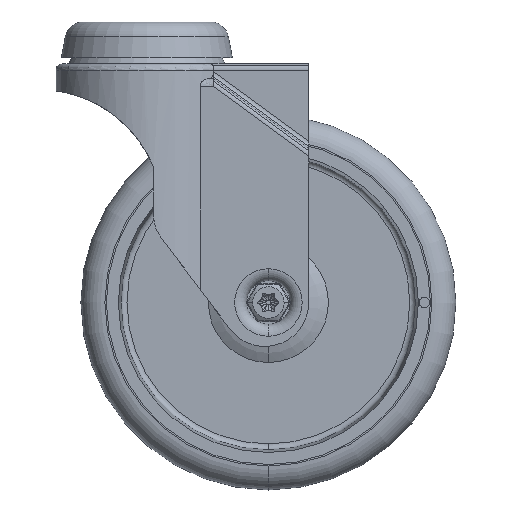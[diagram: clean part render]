
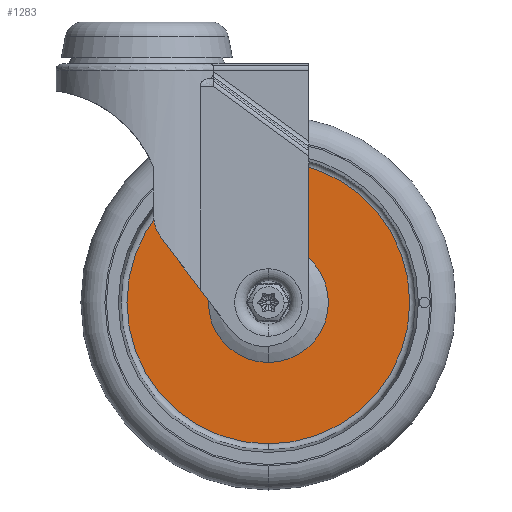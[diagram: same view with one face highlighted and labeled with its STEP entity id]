
A CAD part, front view. The second image highlights one B-rep face of the part: STEP entity #1283.
In plain terms, the highlighted planar face has unit normal (0, -1, 0).
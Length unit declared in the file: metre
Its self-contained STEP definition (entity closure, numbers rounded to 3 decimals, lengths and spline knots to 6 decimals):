
#1283=ADVANCED_FACE('',(#1906,#1907),#1908,.T.);
#1906=FACE_OUTER_BOUND('',#2816,.T.);
#1907=FACE_BOUND('',#2817,.T.);
#1908=PLANE('',#2818);
#2816=EDGE_LOOP('',(#8332,#8333));
#2817=EDGE_LOOP('',(#8334,#8335));
#2818=AXIS2_PLACEMENT_3D('',#8336,#8337,#8338);
#8332=ORIENTED_EDGE('',*,*,#10399,.F.);
#8333=ORIENTED_EDGE('',*,*,#10339,.F.);
#8334=ORIENTED_EDGE('',*,*,#10344,.T.);
#8335=ORIENTED_EDGE('',*,*,#10398,.T.);
#8336=CARTESIAN_POINT('',(0.0,-0.002,0.033569));
#8337=DIRECTION('',(0.0,-1.0,0.));
#8338=DIRECTION('',(0.0,0.,-1.0));
#10339=EDGE_CURVE('',#11440,#11442,#11443,.T.);
#10344=EDGE_CURVE('',#11446,#11450,#11452,.T.);
#10398=EDGE_CURVE('',#11450,#11446,#11536,.T.);
#10399=EDGE_CURVE('',#11442,#11440,#11537,.T.);
#11440=VERTEX_POINT('',#14016);
#11442=VERTEX_POINT('',#14018);
#11443=CIRCLE('',#14019,0.047138);
#11446=VERTEX_POINT('',#14022);
#11450=VERTEX_POINT('',#14026);
#11452=CIRCLE('',#14028,0.02);
#11536=CIRCLE('',#14126,0.02);
#11537=CIRCLE('',#14127,0.047138);
#14016=CARTESIAN_POINT('',(0.,-0.002,-0.047138));
#14018=CARTESIAN_POINT('',(0.0,-0.002,0.047138));
#14019=AXIS2_PLACEMENT_3D('',#17941,#17942,#17943);
#14022=CARTESIAN_POINT('',(0.0,-0.002,0.02));
#14026=CARTESIAN_POINT('',(0.,-0.002,-0.02));
#14028=AXIS2_PLACEMENT_3D('',#17956,#17957,#17958);
#14126=AXIS2_PLACEMENT_3D('',#18090,#18091,#18092);
#14127=AXIS2_PLACEMENT_3D('',#18093,#18094,#18095);
#17941=CARTESIAN_POINT('',(0.0,-0.002,0.0));
#17942=DIRECTION('',(0.0,1.0,0.0));
#17943=DIRECTION('',(0.0,0.0,1.0));
#17956=CARTESIAN_POINT('',(0.0,-0.002,0.0));
#17957=DIRECTION('',(0.0,1.0,0.0));
#17958=DIRECTION('',(0.0,0.0,1.0));
#18090=CARTESIAN_POINT('',(0.0,-0.002,0.0));
#18091=DIRECTION('',(0.0,1.0,0.0));
#18092=DIRECTION('',(0.0,0.0,1.0));
#18093=CARTESIAN_POINT('',(0.0,-0.002,0.0));
#18094=DIRECTION('',(0.0,1.0,0.0));
#18095=DIRECTION('',(0.0,0.0,1.0));
